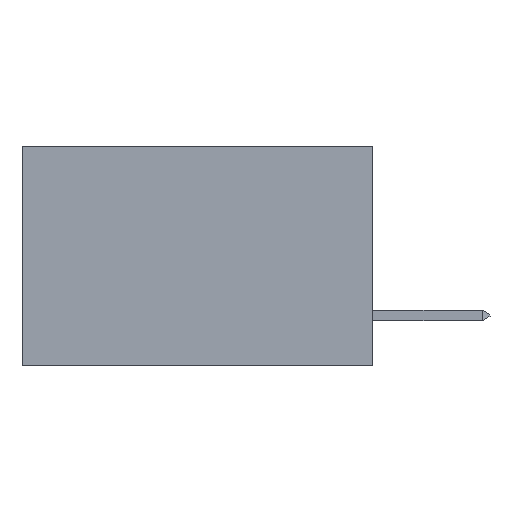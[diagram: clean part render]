
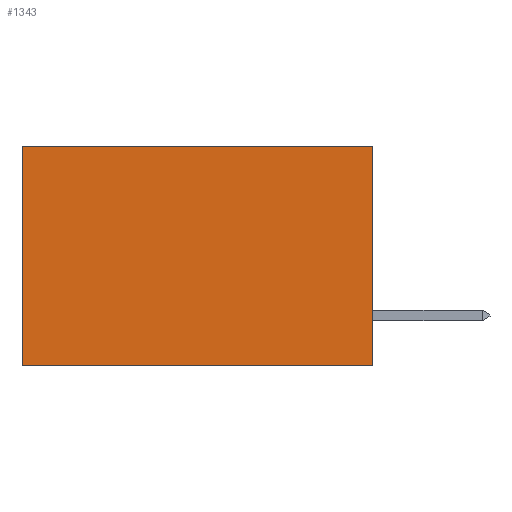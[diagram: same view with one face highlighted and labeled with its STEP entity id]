
A CAD part, left-side view. The second image highlights one B-rep face of the part: STEP entity #1343.
In plain terms, the highlighted planar face has unit normal (-1, 0, 0).
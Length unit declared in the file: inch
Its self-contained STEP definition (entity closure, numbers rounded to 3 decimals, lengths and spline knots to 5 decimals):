
#4 = DIRECTION ( 'NONE',  ( 0., 0., -1. ) ) ;
#12 = FACE_OUTER_BOUND ( 'NONE', #1413, .T. ) ;
#51 = EDGE_CURVE ( 'NONE', #3193, #1517, #1622, .T. ) ;
#384 = PLANE ( 'NONE',  #5604 ) ;
#561 = LINE ( 'NONE', #7496, #4053 ) ;
#849 = ORIENTED_EDGE ( 'NONE', *, *, #5880, .T. ) ;
#1343 = ADVANCED_FACE ( 'NONE', ( #12 ), #384, .F. ) ;
#1413 = EDGE_LOOP ( 'NONE', ( #849, #4555, #2189, #7933 ) ) ;
#1517 = VERTEX_POINT ( 'NONE', #6843 ) ;
#1622 = LINE ( 'NONE', #3554, #5080 ) ;
#1785 = VECTOR ( 'NONE', #2575, 39.37008 ) ;
#2065 = VECTOR ( 'NONE', #7304, 39.37008 ) ;
#2158 = EDGE_CURVE ( 'NONE', #4228, #5076, #7468, .T. ) ;
#2189 = ORIENTED_EDGE ( 'NONE', *, *, #2761, .F. ) ;
#2575 = DIRECTION ( 'NONE',  ( 0., 0., -1. ) ) ;
#2761 = EDGE_CURVE ( 'NONE', #3193, #4228, #7201, .T. ) ;
#2871 = CARTESIAN_POINT ( 'NONE',  ( 0.277, 0., -0.37 ) ) ;
#3193 = VERTEX_POINT ( 'NONE', #3506 ) ;
#3506 = CARTESIAN_POINT ( 'NONE',  ( 0.277, 0., 0. ) ) ;
#3554 = CARTESIAN_POINT ( 'NONE',  ( 0.277, 0., 0. ) ) ;
#4053 = VECTOR ( 'NONE', #4, 39.37008 ) ;
#4228 = VERTEX_POINT ( 'NONE', #7494 ) ;
#4555 = ORIENTED_EDGE ( 'NONE', *, *, #2158, .F. ) ;
#5076 = VERTEX_POINT ( 'NONE', #7064 ) ;
#5080 = VECTOR ( 'NONE', #7847, 39.37008 ) ;
#5289 = CARTESIAN_POINT ( 'NONE',  ( 0.277, 0., -0.37 ) ) ;
#5604 = AXIS2_PLACEMENT_3D ( 'NONE', #2871, #6460, #7763 ) ;
#5880 = EDGE_CURVE ( 'NONE', #1517, #5076, #561, .T. ) ;
#6460 = DIRECTION ( 'NONE',  ( 1., 0., 0. ) ) ;
#6843 = CARTESIAN_POINT ( 'NONE',  ( 0.277, 0.59, 0. ) ) ;
#7064 = CARTESIAN_POINT ( 'NONE',  ( 0.277, 0.59, -0.37 ) ) ;
#7201 = LINE ( 'NONE', #5289, #1785 ) ;
#7304 = DIRECTION ( 'NONE',  ( 0., 1., 0. ) ) ;
#7468 = LINE ( 'NONE', #7990, #2065 ) ;
#7494 = CARTESIAN_POINT ( 'NONE',  ( 0.277, 0., -0.37 ) ) ;
#7496 = CARTESIAN_POINT ( 'NONE',  ( 0.277, 0.59, -0.37 ) ) ;
#7763 = DIRECTION ( 'NONE',  ( 0., 0., -1. ) ) ;
#7847 = DIRECTION ( 'NONE',  ( 0., 1., 0. ) ) ;
#7933 = ORIENTED_EDGE ( 'NONE', *, *, #51, .T. ) ;
#7990 = CARTESIAN_POINT ( 'NONE',  ( 0.277, 0., -0.37 ) ) ;
